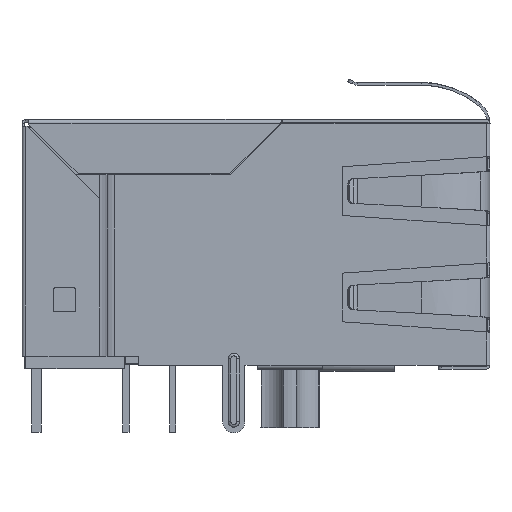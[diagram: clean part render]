
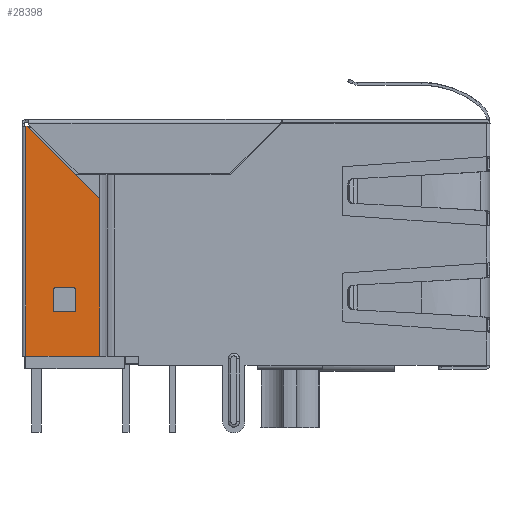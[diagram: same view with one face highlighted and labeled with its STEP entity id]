
A CAD part, left-side view. The second image highlights one B-rep face of the part: STEP entity #28398.
In plain terms, the highlighted face is planar.
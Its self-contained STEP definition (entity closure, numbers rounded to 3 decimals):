
#822=CIRCLE('',#29909,0.1);
#823=CIRCLE('',#29910,0.1);
#824=CIRCLE('',#29911,0.1);
#825=CIRCLE('',#29912,0.1);
#5714=ORIENTED_EDGE('',*,*,#9829,.T.);
#5715=ORIENTED_EDGE('',*,*,#9830,.T.);
#5716=ORIENTED_EDGE('',*,*,#9831,.T.);
#5717=ORIENTED_EDGE('',*,*,#9832,.T.);
#5718=ORIENTED_EDGE('',*,*,#9833,.T.);
#5719=ORIENTED_EDGE('',*,*,#9834,.T.);
#5720=ORIENTED_EDGE('',*,*,#9835,.T.);
#5721=ORIENTED_EDGE('',*,*,#9836,.T.);
#5722=ORIENTED_EDGE('',*,*,#9837,.T.);
#5723=ORIENTED_EDGE('',*,*,#9838,.F.);
#5724=ORIENTED_EDGE('',*,*,#9839,.T.);
#5725=ORIENTED_EDGE('',*,*,#9840,.T.);
#5726=ORIENTED_EDGE('',*,*,#9841,.T.);
#9829=EDGE_CURVE('',#12108,#12109,#822,.T.);
#9830=EDGE_CURVE('',#12109,#12110,#14202,.T.);
#9831=EDGE_CURVE('',#12110,#12111,#823,.T.);
#9832=EDGE_CURVE('',#12111,#12112,#14203,.T.);
#9833=EDGE_CURVE('',#12112,#12113,#824,.T.);
#9834=EDGE_CURVE('',#12113,#12114,#14204,.T.);
#9835=EDGE_CURVE('',#12114,#12115,#825,.T.);
#9836=EDGE_CURVE('',#12115,#12108,#14205,.T.);
#9837=EDGE_CURVE('',#12116,#12117,#14206,.T.);
#9838=EDGE_CURVE('',#12118,#12117,#14207,.T.);
#9839=EDGE_CURVE('',#12118,#12119,#14208,.T.);
#9840=EDGE_CURVE('',#12119,#12120,#14209,.T.);
#9841=EDGE_CURVE('',#12120,#12116,#14210,.T.);
#12108=VERTEX_POINT('',#41621);
#12109=VERTEX_POINT('',#41622);
#12110=VERTEX_POINT('',#41624);
#12111=VERTEX_POINT('',#41626);
#12112=VERTEX_POINT('',#41628);
#12113=VERTEX_POINT('',#41630);
#12114=VERTEX_POINT('',#41632);
#12115=VERTEX_POINT('',#41634);
#12116=VERTEX_POINT('',#41637);
#12117=VERTEX_POINT('',#41638);
#12118=VERTEX_POINT('',#41640);
#12119=VERTEX_POINT('',#41642);
#12120=VERTEX_POINT('',#41644);
#14202=LINE('',#41623,#16400);
#14203=LINE('',#41627,#16401);
#14204=LINE('',#41631,#16402);
#14205=LINE('',#41635,#16403);
#14206=LINE('',#41636,#16404);
#14207=LINE('',#41639,#16405);
#14208=LINE('',#41641,#16406);
#14209=LINE('',#41643,#16407);
#14210=LINE('',#41645,#16408);
#16400=VECTOR('',#34463,1000.);
#16401=VECTOR('',#34466,1000.);
#16402=VECTOR('',#34469,1000.);
#16403=VECTOR('',#34472,1000.);
#16404=VECTOR('',#34473,1000.);
#16405=VECTOR('',#34474,1000.);
#16406=VECTOR('',#34475,1000.);
#16407=VECTOR('',#34476,1000.);
#16408=VECTOR('',#34477,1000.);
#17662=EDGE_LOOP('',(#5714,#5715,#5716,#5717,#5718,#5719,#5720,#5721));
#17663=EDGE_LOOP('',(#5722,#5723,#5724,#5725,#5726));
#18830=FACE_BOUND('',#17662,.T.);
#18831=FACE_BOUND('',#17663,.T.);
#19695=PLANE('',#29908);
#28398=ADVANCED_FACE('',(#18830,#18831),#19695,.F.);
#29908=AXIS2_PLACEMENT_3D('',#41619,#34459,#34460);
#29909=AXIS2_PLACEMENT_3D('',#41620,#34461,#34462);
#29910=AXIS2_PLACEMENT_3D('',#41625,#34464,#34465);
#29911=AXIS2_PLACEMENT_3D('',#41629,#34467,#34468);
#29912=AXIS2_PLACEMENT_3D('',#41633,#34470,#34471);
#34459=DIRECTION('',(-1.,0.,0.));
#34460=DIRECTION('',(0.,-1.,0.));
#34461=DIRECTION('',(-1.,0.,0.));
#34462=DIRECTION('',(0.,1.,0.));
#34463=DIRECTION('',(0.,0.,1.));
#34464=DIRECTION('',(-1.,0.,0.));
#34465=DIRECTION('',(0.,1.,0.));
#34466=DIRECTION('',(0.,1.,0.));
#34467=DIRECTION('',(-1.,0.,0.));
#34468=DIRECTION('',(0.,-1.,0.));
#34469=DIRECTION('',(0.,0.,-1.));
#34470=DIRECTION('',(-1.,0.,0.));
#34471=DIRECTION('',(0.,1.,0.));
#34472=DIRECTION('',(0.,-1.,0.));
#34473=DIRECTION('',(0.,0.707,-0.707));
#34474=DIRECTION('',(0.,-1.,0.));
#34475=DIRECTION('',(0.,0.,1.));
#34476=DIRECTION('',(0.,-1.,0.));
#34477=DIRECTION('',(0.,0.,-1.));
#41619=CARTESIAN_POINT('',(8.1,12.528,5.99));
#41620=CARTESIAN_POINT('',(8.1,9.85,2.39));
#41621=CARTESIAN_POINT('',(8.1,9.85,2.29));
#41622=CARTESIAN_POINT('',(8.1,9.75,2.39));
#41623=CARTESIAN_POINT('',(8.1,9.75,2.39));
#41624=CARTESIAN_POINT('',(8.1,9.75,3.49));
#41625=CARTESIAN_POINT('',(8.1,9.85,3.49));
#41626=CARTESIAN_POINT('',(8.1,9.85,3.59));
#41627=CARTESIAN_POINT('',(8.1,9.85,3.59));
#41628=CARTESIAN_POINT('',(8.1,10.85,3.59));
#41629=CARTESIAN_POINT('',(8.1,10.85,3.49));
#41630=CARTESIAN_POINT('',(8.1,10.95,3.49));
#41631=CARTESIAN_POINT('',(8.1,10.95,3.49));
#41632=CARTESIAN_POINT('',(8.1,10.95,2.39));
#41633=CARTESIAN_POINT('',(8.1,10.85,2.39));
#41634=CARTESIAN_POINT('',(8.1,10.85,2.29));
#41635=CARTESIAN_POINT('',(8.1,10.85,2.29));
#41636=CARTESIAN_POINT('',(8.1,12.528,-6.61));
#41637=CARTESIAN_POINT('',(8.1,8.45,-2.532));
#41638=CARTESIAN_POINT('',(8.1,12.356,-6.438));
#41639=CARTESIAN_POINT('',(8.1,12.528,-6.438));
#41640=CARTESIAN_POINT('',(8.1,12.45,-6.438));
#41641=CARTESIAN_POINT('',(8.1,12.45,-6.532));
#41642=CARTESIAN_POINT('',(8.1,12.45,5.99));
#41643=CARTESIAN_POINT('',(8.1,12.528,5.99));
#41644=CARTESIAN_POINT('',(8.1,8.45,5.99));
#41645=CARTESIAN_POINT('',(8.1,8.45,5.99));
